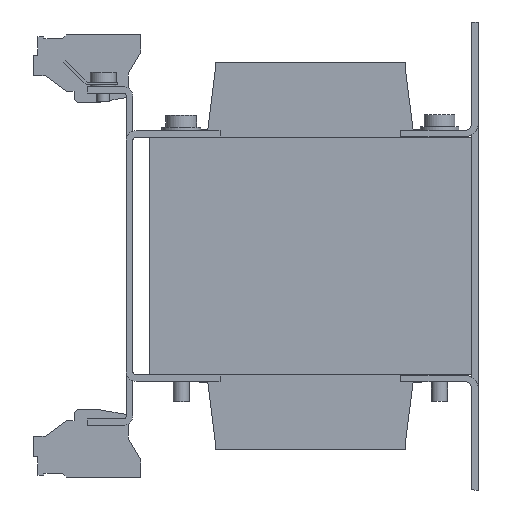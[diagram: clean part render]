
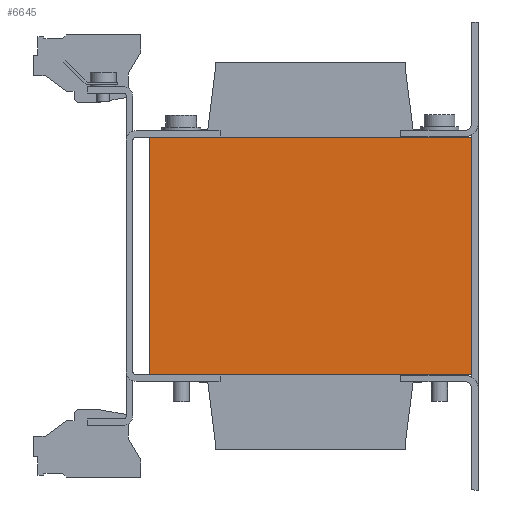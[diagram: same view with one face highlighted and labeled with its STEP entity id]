
A CAD part, left-side view. The second image highlights one B-rep face of the part: STEP entity #6645.
In plain terms, the highlighted planar face has unit normal (-1, 0, 0).
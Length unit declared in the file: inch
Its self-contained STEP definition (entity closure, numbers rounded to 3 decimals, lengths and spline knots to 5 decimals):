
#369 = LINE ( 'NONE', #4496, #1456 ) ;
#386 = EDGE_CURVE ( 'NONE', #10259, #1317, #718, .T. ) ;
#718 = LINE ( 'NONE', #3010, #4767 ) ;
#764 = DIRECTION ( 'NONE',  ( 0., 0., 1. ) ) ;
#813 = VECTOR ( 'NONE', #1929, 39.37008 ) ;
#850 = EDGE_LOOP ( 'NONE', ( #2179, #8406, #9312, #6936 ) ) ;
#1048 = CARTESIAN_POINT ( 'NONE',  ( -2.3622, -1.9685, -1.44685 ) ) ;
#1091 = PLANE ( 'NONE',  #6019 ) ;
#1317 = VERTEX_POINT ( 'NONE', #7399 ) ;
#1336 = DIRECTION ( 'NONE',  ( 0., -1., 0. ) ) ;
#1433 = VERTEX_POINT ( 'NONE', #1918 ) ;
#1441 = VECTOR ( 'NONE', #1336, 39.37008 ) ;
#1456 = VECTOR ( 'NONE', #6087, 39.37008 ) ;
#1833 = LINE ( 'NONE', #5035, #813 ) ;
#1918 = CARTESIAN_POINT ( 'NONE',  ( -2.3622, 1.96854, 1.44685 ) ) ;
#1929 = DIRECTION ( 'NONE',  ( 0., 0., 1. ) ) ;
#2179 = ORIENTED_EDGE ( 'NONE', *, *, #386, .T. ) ;
#2656 = EDGE_CURVE ( 'NONE', #6913, #10259, #369, .T. ) ;
#3010 = CARTESIAN_POINT ( 'NONE',  ( -2.3622, -1.9685, 1.44685 ) ) ;
#3014 = CARTESIAN_POINT ( 'NONE',  ( -2.3622, 0., 1.44685 ) ) ;
#3630 = EDGE_CURVE ( 'NONE', #6913, #1433, #1833, .T. ) ;
#3743 = LINE ( 'NONE', #3014, #1441 ) ;
#4496 = CARTESIAN_POINT ( 'NONE',  ( -2.3622, 0., -1.44685 ) ) ;
#4767 = VECTOR ( 'NONE', #764, 39.37008 ) ;
#5035 = CARTESIAN_POINT ( 'NONE',  ( -2.3622, 1.96854, 1.44685 ) ) ;
#5153 = CARTESIAN_POINT ( 'NONE',  ( -2.3622, 1.96854, -1.44685 ) ) ;
#5892 = DIRECTION ( 'NONE',  ( 0., 0., -1. ) ) ;
#6019 = AXIS2_PLACEMENT_3D ( 'NONE', #8323, #9148, #5892 ) ;
#6087 = DIRECTION ( 'NONE',  ( 0., -1., 0. ) ) ;
#6645 = ADVANCED_FACE ( 'NONE', ( #8224 ), #1091, .F. ) ;
#6913 = VERTEX_POINT ( 'NONE', #5153 ) ;
#6936 = ORIENTED_EDGE ( 'NONE', *, *, #2656, .T. ) ;
#7399 = CARTESIAN_POINT ( 'NONE',  ( -2.3622, -1.9685, 1.44685 ) ) ;
#8224 = FACE_OUTER_BOUND ( 'NONE', #850, .T. ) ;
#8249 = EDGE_CURVE ( 'NONE', #1433, #1317, #3743, .T. ) ;
#8323 = CARTESIAN_POINT ( 'NONE',  ( -2.3622, 0., 1.44685 ) ) ;
#8406 = ORIENTED_EDGE ( 'NONE', *, *, #8249, .F. ) ;
#9148 = DIRECTION ( 'NONE',  ( 1., 0., 0. ) ) ;
#9312 = ORIENTED_EDGE ( 'NONE', *, *, #3630, .F. ) ;
#10259 = VERTEX_POINT ( 'NONE', #1048 ) ;
